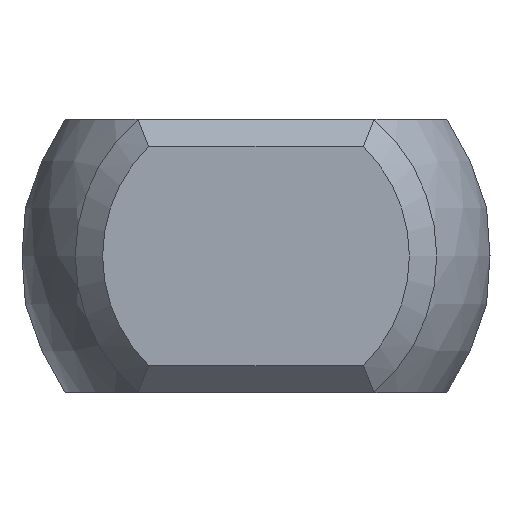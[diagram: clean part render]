
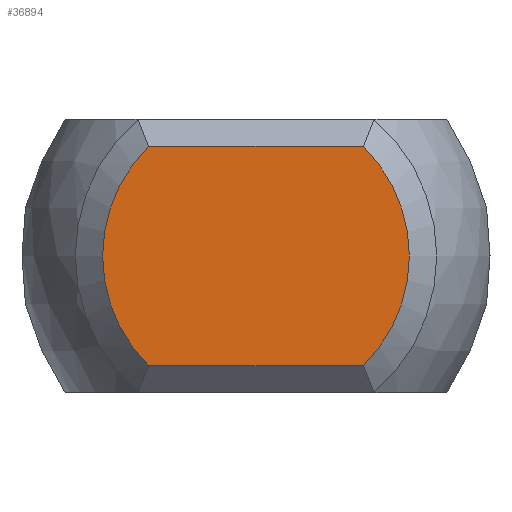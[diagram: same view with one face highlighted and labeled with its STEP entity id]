
A CAD part, left-side view. The second image highlights one B-rep face of the part: STEP entity #36894.
In plain terms, the highlighted planar face has unit normal (-1, 0, 0).
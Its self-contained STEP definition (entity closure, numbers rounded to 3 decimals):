
#35484 = PLANE('',#35485);
#35485 = AXIS2_PLACEMENT_3D('',#35486,#35487,#35488);
#35486 = CARTESIAN_POINT('',(-12.25,3.125,2.25));
#35487 = DIRECTION('',(-0.707,0.,0.707));
#35488 = DIRECTION('',(0.707,0.,0.707));
#36527 = EDGE_CURVE('',#36528,#36530,#36532,.T.);
#36528 = VERTEX_POINT('',#36529);
#36529 = CARTESIAN_POINT('',(-12.5,-1.96,-2.));
#36530 = VERTEX_POINT('',#36531);
#36531 = CARTESIAN_POINT('',(-12.5,1.96,-2.));
#36532 = SURFACE_CURVE('',#36533,(#36537,#36549),.PCURVE_S1.);
#36533 = LINE('',#36534,#36535);
#36534 = CARTESIAN_POINT('',(-12.5,-3.125,-2.));
#36535 = VECTOR('',#36536,1.);
#36536 = DIRECTION('',(0.,1.,0.));
#36537 = PCURVE('',#36538,#36543);
#36538 = PLANE('',#36539);
#36539 = AXIS2_PLACEMENT_3D('',#36540,#36541,#36542);
#36540 = CARTESIAN_POINT('',(-12.25,-3.125,-2.25));
#36541 = DIRECTION('',(-0.707,0.,
    -0.707));
#36542 = DIRECTION('',(-0.707,0.,0.707));
#36543 = DEFINITIONAL_REPRESENTATION('',(#36544),#36548);
#36544 = LINE('',#36545,#36546);
#36545 = CARTESIAN_POINT('',(0.354,0.));
#36546 = VECTOR('',#36547,1.);
#36547 = DIRECTION('',(0.,1.));
#36548 = ( GEOMETRIC_REPRESENTATION_CONTEXT(2) 
PARAMETRIC_REPRESENTATION_CONTEXT() REPRESENTATION_CONTEXT('2D SPACE',''
  ) );
#36549 = PCURVE('',#36550,#36555);
#36550 = PLANE('',#36551);
#36551 = AXIS2_PLACEMENT_3D('',#36552,#36553,#36554);
#36552 = CARTESIAN_POINT('',(-12.5,0.,0.));
#36553 = DIRECTION('',(1.,0.,0.));
#36554 = DIRECTION('',(0.,0.,-1.));
#36555 = DEFINITIONAL_REPRESENTATION('',(#36556),#36560);
#36556 = LINE('',#36557,#36558);
#36557 = CARTESIAN_POINT('',(2.,-3.125));
#36558 = VECTOR('',#36559,1.);
#36559 = DIRECTION('',(0.,1.));
#36560 = ( GEOMETRIC_REPRESENTATION_CONTEXT(2) 
PARAMETRIC_REPRESENTATION_CONTEXT() REPRESENTATION_CONTEXT('2D SPACE',''
  ) );
#36580 = CONICAL_SURFACE('',#36581,3.05,0.785);
#36581 = AXIS2_PLACEMENT_3D('',#36582,#36583,#36584);
#36582 = CARTESIAN_POINT('',(-12.25,0.,0.));
#36583 = DIRECTION('',(1.,0.,0.));
#36584 = DIRECTION('',(-0.,1.,0.));
#36630 = CONICAL_SURFACE('',#36631,3.05,0.785);
#36631 = AXIS2_PLACEMENT_3D('',#36632,#36633,#36634);
#36632 = CARTESIAN_POINT('',(-12.25,0.,0.));
#36633 = DIRECTION('',(1.,0.,0.));
#36634 = DIRECTION('',(0.,-1.,0.));
#36644 = EDGE_CURVE('',#36645,#36647,#36649,.T.);
#36645 = VERTEX_POINT('',#36646);
#36646 = CARTESIAN_POINT('',(-12.5,1.96,2.));
#36647 = VERTEX_POINT('',#36648);
#36648 = CARTESIAN_POINT('',(-12.5,-1.96,2.));
#36649 = SURFACE_CURVE('',#36650,(#36654,#36661),.PCURVE_S1.);
#36650 = LINE('',#36651,#36652);
#36651 = CARTESIAN_POINT('',(-12.5,3.125,2.));
#36652 = VECTOR('',#36653,1.);
#36653 = DIRECTION('',(0.,-1.,0.));
#36654 = PCURVE('',#35484,#36655);
#36655 = DEFINITIONAL_REPRESENTATION('',(#36656),#36660);
#36656 = LINE('',#36657,#36658);
#36657 = CARTESIAN_POINT('',(-0.354,0.));
#36658 = VECTOR('',#36659,1.);
#36659 = DIRECTION('',(0.,-1.));
#36660 = ( GEOMETRIC_REPRESENTATION_CONTEXT(2) 
PARAMETRIC_REPRESENTATION_CONTEXT() REPRESENTATION_CONTEXT('2D SPACE',''
  ) );
#36661 = PCURVE('',#36550,#36662);
#36662 = DEFINITIONAL_REPRESENTATION('',(#36663),#36667);
#36663 = LINE('',#36664,#36665);
#36664 = CARTESIAN_POINT('',(-2.,3.125));
#36665 = VECTOR('',#36666,1.);
#36666 = DIRECTION('',(0.,-1.));
#36667 = ( GEOMETRIC_REPRESENTATION_CONTEXT(2) 
PARAMETRIC_REPRESENTATION_CONTEXT() REPRESENTATION_CONTEXT('2D SPACE',''
  ) );
#36740 = EDGE_CURVE('',#36647,#36528,#36741,.T.);
#36741 = SURFACE_CURVE('',#36742,(#36747,#36754),.PCURVE_S1.);
#36742 = CIRCLE('',#36743,2.8);
#36743 = AXIS2_PLACEMENT_3D('',#36744,#36745,#36746);
#36744 = CARTESIAN_POINT('',(-12.5,0.,0.));
#36745 = DIRECTION('',(1.,0.,0.));
#36746 = DIRECTION('',(0.,-1.,0.));
#36747 = PCURVE('',#36630,#36748);
#36748 = DEFINITIONAL_REPRESENTATION('',(#36749),#36753);
#36749 = LINE('',#36750,#36751);
#36750 = CARTESIAN_POINT('',(-6.283,-0.25));
#36751 = VECTOR('',#36752,1.);
#36752 = DIRECTION('',(1.,0.));
#36753 = ( GEOMETRIC_REPRESENTATION_CONTEXT(2) 
PARAMETRIC_REPRESENTATION_CONTEXT() REPRESENTATION_CONTEXT('2D SPACE',''
  ) );
#36754 = PCURVE('',#36550,#36755);
#36755 = DEFINITIONAL_REPRESENTATION('',(#36756),#36760);
#36756 = CIRCLE('',#36757,2.8);
#36757 = AXIS2_PLACEMENT_2D('',#36758,#36759);
#36758 = CARTESIAN_POINT('',(0.,0.));
#36759 = DIRECTION('',(0.,-1.));
#36760 = ( GEOMETRIC_REPRESENTATION_CONTEXT(2) 
PARAMETRIC_REPRESENTATION_CONTEXT() REPRESENTATION_CONTEXT('2D SPACE',''
  ) );
#36766 = EDGE_CURVE('',#36530,#36645,#36767,.T.);
#36767 = SURFACE_CURVE('',#36768,(#36773,#36780),.PCURVE_S1.);
#36768 = CIRCLE('',#36769,2.8);
#36769 = AXIS2_PLACEMENT_3D('',#36770,#36771,#36772);
#36770 = CARTESIAN_POINT('',(-12.5,0.,0.));
#36771 = DIRECTION('',(1.,0.,0.));
#36772 = DIRECTION('',(-0.,1.,0.));
#36773 = PCURVE('',#36580,#36774);
#36774 = DEFINITIONAL_REPRESENTATION('',(#36775),#36779);
#36775 = LINE('',#36776,#36777);
#36776 = CARTESIAN_POINT('',(0.,-0.25));
#36777 = VECTOR('',#36778,1.);
#36778 = DIRECTION('',(1.,0.));
#36779 = ( GEOMETRIC_REPRESENTATION_CONTEXT(2) 
PARAMETRIC_REPRESENTATION_CONTEXT() REPRESENTATION_CONTEXT('2D SPACE',''
  ) );
#36780 = PCURVE('',#36550,#36781);
#36781 = DEFINITIONAL_REPRESENTATION('',(#36782),#36786);
#36782 = CIRCLE('',#36783,2.8);
#36783 = AXIS2_PLACEMENT_2D('',#36784,#36785);
#36784 = CARTESIAN_POINT('',(0.,0.));
#36785 = DIRECTION('',(0.,1.));
#36786 = ( GEOMETRIC_REPRESENTATION_CONTEXT(2) 
PARAMETRIC_REPRESENTATION_CONTEXT() REPRESENTATION_CONTEXT('2D SPACE',''
  ) );
#36894 = ADVANCED_FACE('',(#36895),#36550,.F.);
#36895 = FACE_BOUND('',#36896,.T.);
#36896 = EDGE_LOOP('',(#36897,#36898,#36899,#36900));
#36897 = ORIENTED_EDGE('',*,*,#36644,.F.);
#36898 = ORIENTED_EDGE('',*,*,#36766,.F.);
#36899 = ORIENTED_EDGE('',*,*,#36527,.F.);
#36900 = ORIENTED_EDGE('',*,*,#36740,.F.);
